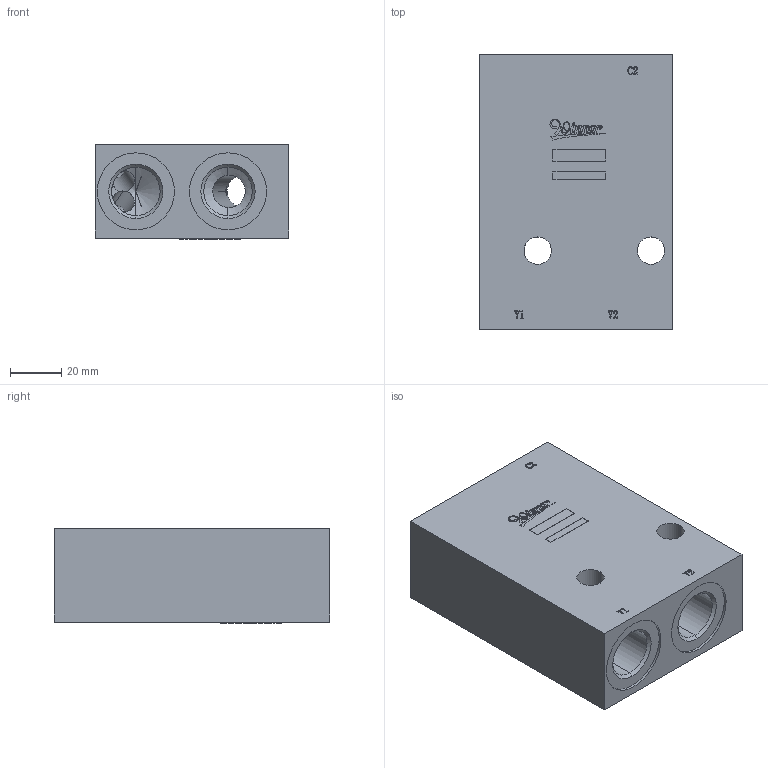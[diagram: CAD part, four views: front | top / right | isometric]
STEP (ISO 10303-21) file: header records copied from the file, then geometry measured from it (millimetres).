
FILE_DESCRIPTION (( 'STEP AP203' ), '1' );
FILE_NAME ('ML-120-CAW-2A3-G04-Z06.STEP', '2026-02-25T08:32:36', ( '' ), ( '' ), 'SwSTEP 2.0', 'SolidWorks 2018', '' );
FILE_SCHEMA (( 'CONFIG_CONTROL_DESIGN' ));
Length unit declared in the file: millimetre
Products named in the file (3): 6ED120CAWXXG04T001_WINNER; 4KAA117AA001; ML-120-CAW-2A3-G04-Z06
Assembly tree (2 placements, depth 2):
  ML-120-CAW-2A3-G04-Z06
    4KAA117AA001
    6ED120CAWXXG04T001_WINNER
Bounding box: 76 x 108 x 37.12 mm (x, y, z)
Volume: 225608.8 mm3; surface area: 46969.8 mm2
Topology: 2 solids, 2 shells, 471 faces, 1311 edges, 859 vertices
Faces by surface type: cylinder 189, plane 135, bspline 104, cone 35, torus 8
Entity records: 19221 total; most frequent: CARTESIAN_POINT 7304, ORIENTED_EDGE 2614, DIRECTION 2171, EDGE_CURVE 1307, VERTEX_POINT 859, AXIS2_PLACEMENT_3D 759, LINE 653, VECTOR 653
